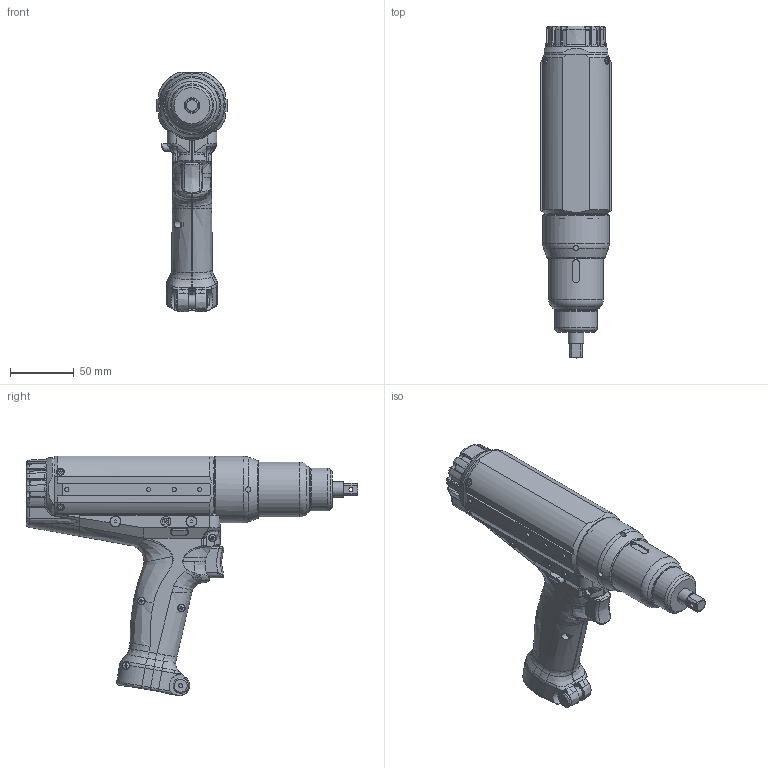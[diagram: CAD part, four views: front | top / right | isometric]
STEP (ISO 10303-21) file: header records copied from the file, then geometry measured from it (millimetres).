
FILE_DESCRIPTION(/* description */ (''),/* implementation_level */ '2;1');
FILE_NAME(/* name */ 'HFT-030M120-P1(DS-H069)_OUTLINE.stp',/* time_stamp */ '2023-04-14T15:40:33+09:00',/* author */ ('y-mizuno'),/* organization */ (''),/* preprocessor_version */ 'ST-DEVELOPER v19.2',/* originating_system */ 'Autodesk Inventor 2023',/* authorisation */ '');
FILE_SCHEMA (('CONFIG_CONTROL_DESIGN'));
Length unit declared in the file: millimetre
Products named in the file (1): HFT-030M120-P1(DS-H069)_簡略化_1
Bounding box: 55 x 260 x 187.44 mm (x, y, z)
Volume: 666033.9 mm3; surface area: 105529.4 mm2
Topology: 1 solids, 20 shells, 1477 faces, 4070 edges, 2610 vertices
Faces by surface type: plane 629, bspline 333, cylinder 288, cone 119, torus 70, sphere 38
Full cylindrical faces by diameter (mm): 1 x24, 1.6 x4, 2.459 x2, 2.5 x1, 3 x2, 3.18 x1, 3.242 x13, 4 x2, 4.1 x4, 4.5 x2, 5.5 x7, 5.8 x4, 6 x11, 8 x6, 8.5 x4, 9 x1, 10 x1, 12 x2, 21.4 x1, 30 x1, 32 x1, 33.6 x1, 43 x1, 50.4 x1, 52 x1
Entity records: 79382 total; most frequent: CARTESIAN_POINT 43153, ORIENTED_EDGE 8048, DIRECTION 6193, EDGE_CURVE 4024, VERTEX_POINT 2610, AXIS2_PLACEMENT_3D 2320, EDGE_LOOP 1577, LINE 1553
